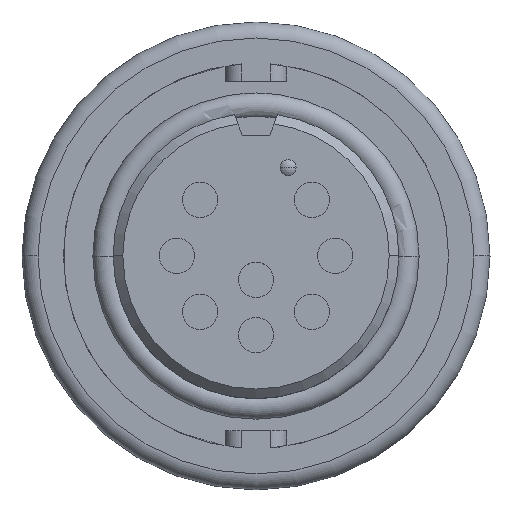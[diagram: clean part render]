
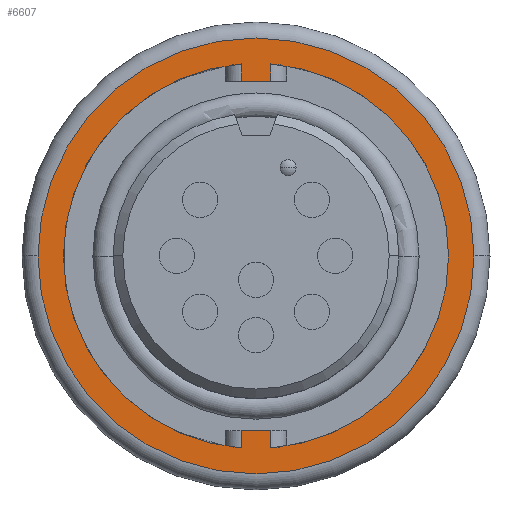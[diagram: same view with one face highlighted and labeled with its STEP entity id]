
A CAD part, top view. The second image highlights one B-rep face of the part: STEP entity #6607.
In plain terms, the highlighted planar face has unit normal (0, 0, 1).
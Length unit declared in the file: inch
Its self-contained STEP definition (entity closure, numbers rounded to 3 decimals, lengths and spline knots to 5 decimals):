
#580 = CARTESIAN_POINT ( 'NONE',  ( 0.0275, 0.377, -0.12776 ) ) ;
#734 = VERTEX_POINT ( 'NONE', #10641 ) ;
#1230 = ORIENTED_EDGE ( 'NONE', *, *, #19929, .T. ) ;
#1354 = VERTEX_POINT ( 'NONE', #4135 ) ;
#1457 = EDGE_CURVE ( 'NONE', #7138, #11333, #10919, .T. ) ;
#1654 = CIRCLE ( 'NONE', #17873, 0.4075 ) ;
#1781 = ORIENTED_EDGE ( 'NONE', *, *, #20226, .T. ) ;
#2370 = AXIS2_PLACEMENT_3D ( 'NONE', #19757, #9507, #21472 ) ;
#2501 = VERTEX_POINT ( 'NONE', #9836 ) ;
#2704 = DIRECTION ( 'NONE',  ( 1., 0., 0. ) ) ;
#2989 = PLANE ( 'NONE',  #20255 ) ;
#2994 = CARTESIAN_POINT ( 'NONE',  ( 0.4075, 0., -0.12776 ) ) ;
#3153 = VECTOR ( 'NONE', #15131, 39.37008 ) ;
#3309 = EDGE_CURVE ( 'NONE', #12279, #1354, #11414, .T. ) ;
#3356 = AXIS2_PLACEMENT_3D ( 'NONE', #5215, #17231, #6952 ) ;
#3540 = ORIENTED_EDGE ( 'NONE', *, *, #1457, .T. ) ;
#3586 = DIRECTION ( 'NONE',  ( -1., 0., 0. ) ) ;
#4135 = CARTESIAN_POINT ( 'NONE',  ( -0.0275, -0.327, -0.12776 ) ) ;
#4154 = CARTESIAN_POINT ( 'NONE',  ( 0., 0., -0.12776 ) ) ;
#4703 = DIRECTION ( 'NONE',  ( 0., 0., 1. ) ) ;
#4828 = CARTESIAN_POINT ( 'NONE',  ( -0.0275, 0.377, -0.12776 ) ) ;
#5126 = CIRCLE ( 'NONE', #2370, 0.36 ) ;
#5215 = CARTESIAN_POINT ( 'NONE',  ( 0., 0., -0.12776 ) ) ;
#5524 = VECTOR ( 'NONE', #17753, 39.37008 ) ;
#5622 = EDGE_LOOP ( 'NONE', ( #11210, #7970, #8848, #11453, #17963, #12397, #3540, #19094, #18337 ) ) ;
#5864 = DIRECTION ( 'NONE',  ( 1., 0., 0. ) ) ;
#6224 = EDGE_CURVE ( 'NONE', #2501, #12279, #11903, .T. ) ;
#6607 = ADVANCED_FACE ( 'NONE', ( #18302, #8119 ), #2989, .T. ) ;
#6952 = DIRECTION ( 'NONE',  ( 1., 0., 0. ) ) ;
#6955 = CARTESIAN_POINT ( 'NONE',  ( 0.0275, 0.327, -0.12776 ) ) ;
#7048 = CARTESIAN_POINT ( 'NONE',  ( 0., 0., -0.12776 ) ) ;
#7138 = VERTEX_POINT ( 'NONE', #18398 ) ;
#7803 = CARTESIAN_POINT ( 'NONE',  ( -0.0275, -0.377, -0.12776 ) ) ;
#7970 = ORIENTED_EDGE ( 'NONE', *, *, #8606, .T. ) ;
#8004 = CARTESIAN_POINT ( 'NONE',  ( -0.0275, -0.35895, -0.12776 ) ) ;
#8119 = FACE_OUTER_BOUND ( 'NONE', #17271, .T. ) ;
#8135 = CIRCLE ( 'NONE', #3356, 0.36 ) ;
#8606 = EDGE_CURVE ( 'NONE', #8627, #20173, #15057, .T. ) ;
#8627 = VERTEX_POINT ( 'NONE', #21564 ) ;
#8785 = DIRECTION ( 'NONE',  ( 1., 0., 0. ) ) ;
#8848 = ORIENTED_EDGE ( 'NONE', *, *, #16512, .T. ) ;
#9416 = CARTESIAN_POINT ( 'NONE',  ( 0., 0., -0.12776 ) ) ;
#9507 = DIRECTION ( 'NONE',  ( 0., 0., 1. ) ) ;
#9831 = CARTESIAN_POINT ( 'NONE',  ( 0., 0., -0.12776 ) ) ;
#9836 = CARTESIAN_POINT ( 'NONE',  ( -0.0275, 0.35895, -0.12776 ) ) ;
#10367 = VECTOR ( 'NONE', #3586, 39.37008 ) ;
#10498 = VECTOR ( 'NONE', #11247, 39.37008 ) ;
#10641 = CARTESIAN_POINT ( 'NONE',  ( -0.4075, 0., -0.12776 ) ) ;
#10663 = LINE ( 'NONE', #580, #5524 ) ;
#10876 = VECTOR ( 'NONE', #13004, 39.37008 ) ;
#10919 = LINE ( 'NONE', #11266, #15466 ) ;
#11148 = DIRECTION ( 'NONE',  ( 1., 0., 0. ) ) ;
#11210 = ORIENTED_EDGE ( 'NONE', *, *, #19657, .F. ) ;
#11247 = DIRECTION ( 'NONE',  ( 0., 1., 0. ) ) ;
#11266 = CARTESIAN_POINT ( 'NONE',  ( 0.0275, 0.327, -0.12776 ) ) ;
#11333 = VERTEX_POINT ( 'NONE', #6955 ) ;
#11414 = LINE ( 'NONE', #7803, #10876 ) ;
#11453 = ORIENTED_EDGE ( 'NONE', *, *, #3309, .F. ) ;
#11758 = LINE ( 'NONE', #4828, #3153 ) ;
#11903 = CIRCLE ( 'NONE', #14955, 0.36 ) ;
#12279 = VERTEX_POINT ( 'NONE', #8004 ) ;
#12397 = ORIENTED_EDGE ( 'NONE', *, *, #12410, .T. ) ;
#12410 = EDGE_CURVE ( 'NONE', #2501, #7138, #11758, .T. ) ;
#13004 = DIRECTION ( 'NONE',  ( 0., 1., 0. ) ) ;
#13701 = VERTEX_POINT ( 'NONE', #14870 ) ;
#13742 = AXIS2_PLACEMENT_3D ( 'NONE', #9416, #21395, #11148 ) ;
#14240 = CARTESIAN_POINT ( 'NONE',  ( 0.0275, -0.327, -0.12776 ) ) ;
#14870 = CARTESIAN_POINT ( 'NONE',  ( 0.0275, 0.35895, -0.12776 ) ) ;
#14905 = LINE ( 'NONE', #20905, #10367 ) ;
#14955 = AXIS2_PLACEMENT_3D ( 'NONE', #7048, #19045, #8785 ) ;
#15057 = LINE ( 'NONE', #19772, #10498 ) ;
#15131 = DIRECTION ( 'NONE',  ( 0., -1., 0. ) ) ;
#15148 = EDGE_CURVE ( 'NONE', #13701, #11333, #10663, .T. ) ;
#15466 = VECTOR ( 'NONE', #2704, 39.37008 ) ;
#16156 = DIRECTION ( 'NONE',  ( 0., 0., 1. ) ) ;
#16512 = EDGE_CURVE ( 'NONE', #20173, #1354, #14905, .T. ) ;
#16715 = DIRECTION ( 'NONE',  ( 1., 0., 0. ) ) ;
#17231 = DIRECTION ( 'NONE',  ( 0., 0., 1. ) ) ;
#17271 = EDGE_LOOP ( 'NONE', ( #1781, #1230 ) ) ;
#17411 = VERTEX_POINT ( 'NONE', #17499 ) ;
#17499 = CARTESIAN_POINT ( 'NONE',  ( 0.36, 0., -0.12776 ) ) ;
#17753 = DIRECTION ( 'NONE',  ( 0., -1., 0. ) ) ;
#17873 = AXIS2_PLACEMENT_3D ( 'NONE', #4154, #16156, #5864 ) ;
#17963 = ORIENTED_EDGE ( 'NONE', *, *, #6224, .F. ) ;
#18302 = FACE_BOUND ( 'NONE', #5622, .T. ) ;
#18337 = ORIENTED_EDGE ( 'NONE', *, *, #21394, .F. ) ;
#18398 = CARTESIAN_POINT ( 'NONE',  ( -0.0275, 0.327, -0.12776 ) ) ;
#18576 = CIRCLE ( 'NONE', #13742, 0.4075 ) ;
#19045 = DIRECTION ( 'NONE',  ( 0., 0., 1. ) ) ;
#19094 = ORIENTED_EDGE ( 'NONE', *, *, #15148, .F. ) ;
#19657 = EDGE_CURVE ( 'NONE', #8627, #17411, #8135, .T. ) ;
#19757 = CARTESIAN_POINT ( 'NONE',  ( 0., 0., -0.12776 ) ) ;
#19772 = CARTESIAN_POINT ( 'NONE',  ( 0.0275, -0.377, -0.12776 ) ) ;
#19929 = EDGE_CURVE ( 'NONE', #734, #20923, #18576, .T. ) ;
#20173 = VERTEX_POINT ( 'NONE', #14240 ) ;
#20226 = EDGE_CURVE ( 'NONE', #20923, #734, #1654, .T. ) ;
#20255 = AXIS2_PLACEMENT_3D ( 'NONE', #9831, #4703, #16715 ) ;
#20905 = CARTESIAN_POINT ( 'NONE',  ( -0.0275, -0.327, -0.12776 ) ) ;
#20923 = VERTEX_POINT ( 'NONE', #2994 ) ;
#21394 = EDGE_CURVE ( 'NONE', #17411, #13701, #5126, .T. ) ;
#21395 = DIRECTION ( 'NONE',  ( 0., 0., 1. ) ) ;
#21472 = DIRECTION ( 'NONE',  ( 1., 0., 0. ) ) ;
#21564 = CARTESIAN_POINT ( 'NONE',  ( 0.0275, -0.35895, -0.12776 ) ) ;
